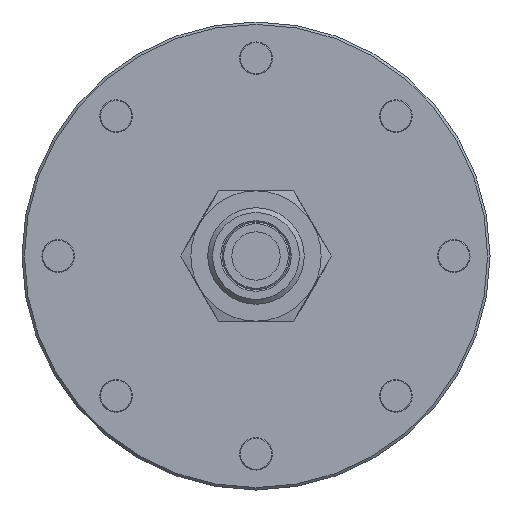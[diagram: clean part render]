
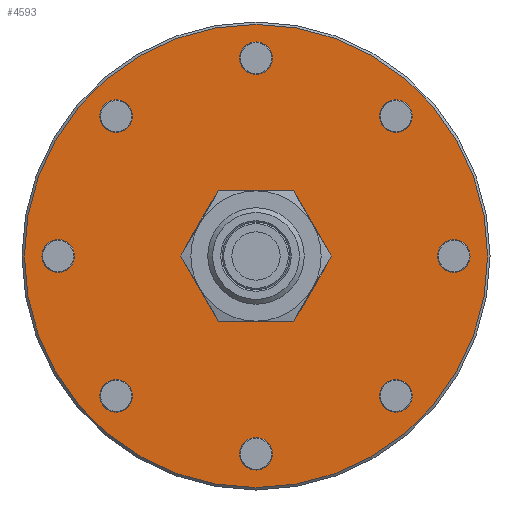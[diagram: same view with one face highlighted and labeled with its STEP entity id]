
A CAD part, left-side view. The second image highlights one B-rep face of the part: STEP entity #4593.
In plain terms, the highlighted planar face has unit normal (-1, 0, 0).
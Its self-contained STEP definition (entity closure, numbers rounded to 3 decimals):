
#198=FACE_BOUND('',#833,.T.);
#199=FACE_BOUND('',#834,.T.);
#200=FACE_BOUND('',#835,.T.);
#201=FACE_BOUND('',#836,.T.);
#202=FACE_BOUND('',#837,.T.);
#203=FACE_BOUND('',#838,.T.);
#204=FACE_BOUND('',#839,.T.);
#205=FACE_BOUND('',#840,.T.);
#206=FACE_BOUND('',#841,.T.);
#269=PLANE('',#4999);
#530=FACE_OUTER_BOUND('',#832,.T.);
#832=EDGE_LOOP('',(#3515));
#833=EDGE_LOOP('',(#3516,#3517,#3518,#3519,#3520,#3521));
#834=EDGE_LOOP('',(#3522,#3523));
#835=EDGE_LOOP('',(#3524,#3525));
#836=EDGE_LOOP('',(#3526,#3527));
#837=EDGE_LOOP('',(#3528,#3529));
#838=EDGE_LOOP('',(#3530,#3531));
#839=EDGE_LOOP('',(#3532,#3533));
#840=EDGE_LOOP('',(#3534,#3535));
#841=EDGE_LOOP('',(#3536,#3537));
#1158=LINE('',#7346,#1453);
#1161=LINE('',#7351,#1456);
#1163=LINE('',#7355,#1458);
#1167=LINE('',#7397,#1462);
#1168=LINE('',#7399,#1463);
#1169=LINE('',#7400,#1464);
#1453=VECTOR('',#5841,10.);
#1456=VECTOR('',#5846,10.);
#1458=VECTOR('',#5850,10.);
#1462=VECTOR('',#5896,10.);
#1463=VECTOR('',#5897,10.);
#1464=VECTOR('',#5898,10.);
#1738=CIRCLE('',#4998,48.);
#1739=CIRCLE('',#5000,3.375);
#1740=CIRCLE('',#5001,3.375);
#1741=CIRCLE('',#5002,3.375);
#1742=CIRCLE('',#5003,3.375);
#1743=CIRCLE('',#5004,3.375);
#1744=CIRCLE('',#5005,3.375);
#1745=CIRCLE('',#5006,3.375);
#1746=CIRCLE('',#5007,3.375);
#1747=CIRCLE('',#5008,3.375);
#1748=CIRCLE('',#5009,3.375);
#1749=CIRCLE('',#5010,3.375);
#1750=CIRCLE('',#5011,3.375);
#1751=CIRCLE('',#5012,3.375);
#1752=CIRCLE('',#5013,3.375);
#1753=CIRCLE('',#5014,3.375);
#1754=CIRCLE('',#5015,3.375);
#2074=VERTEX_POINT('',#7343);
#2075=VERTEX_POINT('',#7345);
#2076=VERTEX_POINT('',#7349);
#2077=VERTEX_POINT('',#7353);
#2093=VERTEX_POINT('',#7392);
#2094=VERTEX_POINT('',#7396);
#2095=VERTEX_POINT('',#7398);
#2096=VERTEX_POINT('',#7401);
#2097=VERTEX_POINT('',#7402);
#2098=VERTEX_POINT('',#7405);
#2099=VERTEX_POINT('',#7406);
#2100=VERTEX_POINT('',#7409);
#2101=VERTEX_POINT('',#7410);
#2102=VERTEX_POINT('',#7413);
#2103=VERTEX_POINT('',#7414);
#2104=VERTEX_POINT('',#7417);
#2105=VERTEX_POINT('',#7418);
#2106=VERTEX_POINT('',#7421);
#2107=VERTEX_POINT('',#7422);
#2108=VERTEX_POINT('',#7425);
#2109=VERTEX_POINT('',#7426);
#2110=VERTEX_POINT('',#7429);
#2111=VERTEX_POINT('',#7430);
#2622=EDGE_CURVE('',#2075,#2074,#1158,.T.);
#2625=EDGE_CURVE('',#2074,#2076,#1161,.T.);
#2627=EDGE_CURVE('',#2076,#2077,#1163,.T.);
#2645=EDGE_CURVE('',#2093,#2093,#1738,.T.);
#2647=EDGE_CURVE('',#2077,#2094,#1167,.T.);
#2648=EDGE_CURVE('',#2094,#2095,#1168,.T.);
#2649=EDGE_CURVE('',#2095,#2075,#1169,.T.);
#2650=EDGE_CURVE('',#2096,#2097,#1739,.T.);
#2651=EDGE_CURVE('',#2097,#2096,#1740,.T.);
#2652=EDGE_CURVE('',#2098,#2099,#1741,.T.);
#2653=EDGE_CURVE('',#2099,#2098,#1742,.T.);
#2654=EDGE_CURVE('',#2100,#2101,#1743,.T.);
#2655=EDGE_CURVE('',#2101,#2100,#1744,.T.);
#2656=EDGE_CURVE('',#2102,#2103,#1745,.T.);
#2657=EDGE_CURVE('',#2103,#2102,#1746,.T.);
#2658=EDGE_CURVE('',#2104,#2105,#1747,.T.);
#2659=EDGE_CURVE('',#2105,#2104,#1748,.T.);
#2660=EDGE_CURVE('',#2106,#2107,#1749,.T.);
#2661=EDGE_CURVE('',#2107,#2106,#1750,.T.);
#2662=EDGE_CURVE('',#2108,#2109,#1751,.T.);
#2663=EDGE_CURVE('',#2109,#2108,#1752,.T.);
#2664=EDGE_CURVE('',#2110,#2111,#1753,.T.);
#2665=EDGE_CURVE('',#2111,#2110,#1754,.T.);
#3515=ORIENTED_EDGE('',*,*,#2645,.F.);
#3516=ORIENTED_EDGE('',*,*,#2647,.T.);
#3517=ORIENTED_EDGE('',*,*,#2648,.T.);
#3518=ORIENTED_EDGE('',*,*,#2649,.T.);
#3519=ORIENTED_EDGE('',*,*,#2622,.T.);
#3520=ORIENTED_EDGE('',*,*,#2625,.T.);
#3521=ORIENTED_EDGE('',*,*,#2627,.T.);
#3522=ORIENTED_EDGE('',*,*,#2650,.T.);
#3523=ORIENTED_EDGE('',*,*,#2651,.T.);
#3524=ORIENTED_EDGE('',*,*,#2652,.T.);
#3525=ORIENTED_EDGE('',*,*,#2653,.T.);
#3526=ORIENTED_EDGE('',*,*,#2654,.T.);
#3527=ORIENTED_EDGE('',*,*,#2655,.T.);
#3528=ORIENTED_EDGE('',*,*,#2656,.T.);
#3529=ORIENTED_EDGE('',*,*,#2657,.T.);
#3530=ORIENTED_EDGE('',*,*,#2658,.T.);
#3531=ORIENTED_EDGE('',*,*,#2659,.T.);
#3532=ORIENTED_EDGE('',*,*,#2660,.T.);
#3533=ORIENTED_EDGE('',*,*,#2661,.T.);
#3534=ORIENTED_EDGE('',*,*,#2662,.T.);
#3535=ORIENTED_EDGE('',*,*,#2663,.T.);
#3536=ORIENTED_EDGE('',*,*,#2664,.T.);
#3537=ORIENTED_EDGE('',*,*,#2665,.T.);
#4593=ADVANCED_FACE('',(#530,#198,#199,#200,#201,#202,#203,#204,#205,#206),
#269,.T.);
#4998=AXIS2_PLACEMENT_3D('',#7393,#5891,#5892);
#4999=AXIS2_PLACEMENT_3D('',#7395,#5894,#5895);
#5000=AXIS2_PLACEMENT_3D('',#7403,#5899,#5900);
#5001=AXIS2_PLACEMENT_3D('',#7404,#5901,#5902);
#5002=AXIS2_PLACEMENT_3D('',#7407,#5903,#5904);
#5003=AXIS2_PLACEMENT_3D('',#7408,#5905,#5906);
#5004=AXIS2_PLACEMENT_3D('',#7411,#5907,#5908);
#5005=AXIS2_PLACEMENT_3D('',#7412,#5909,#5910);
#5006=AXIS2_PLACEMENT_3D('',#7415,#5911,#5912);
#5007=AXIS2_PLACEMENT_3D('',#7416,#5913,#5914);
#5008=AXIS2_PLACEMENT_3D('',#7419,#5915,#5916);
#5009=AXIS2_PLACEMENT_3D('',#7420,#5917,#5918);
#5010=AXIS2_PLACEMENT_3D('',#7423,#5919,#5920);
#5011=AXIS2_PLACEMENT_3D('',#7424,#5921,#5922);
#5012=AXIS2_PLACEMENT_3D('',#7427,#5923,#5924);
#5013=AXIS2_PLACEMENT_3D('',#7428,#5925,#5926);
#5014=AXIS2_PLACEMENT_3D('',#7431,#5927,#5928);
#5015=AXIS2_PLACEMENT_3D('',#7432,#5929,#5930);
#5841=DIRECTION('',(0.,0.5,0.866));
#5846=DIRECTION('',(0.,-0.5,0.866));
#5850=DIRECTION('',(0.,-1.,0.));
#5891=DIRECTION('center_axis',(1.,0.,0.));
#5892=DIRECTION('ref_axis',(0.,-1.,0.));
#5894=DIRECTION('center_axis',(-1.,0.,0.));
#5895=DIRECTION('ref_axis',(0.,0.,1.));
#5896=DIRECTION('',(0.,-0.5,-0.866));
#5897=DIRECTION('',(0.,0.5,-0.866));
#5898=DIRECTION('',(0.,1.,0.));
#5899=DIRECTION('center_axis',(1.,0.,0.));
#5900=DIRECTION('ref_axis',(0.,0.,1.));
#5901=DIRECTION('center_axis',(1.,0.,0.));
#5902=DIRECTION('ref_axis',(0.,0.,1.));
#5903=DIRECTION('center_axis',(1.,0.,0.));
#5904=DIRECTION('ref_axis',(0.,0.707,0.707));
#5905=DIRECTION('center_axis',(1.,0.,0.));
#5906=DIRECTION('ref_axis',(0.,0.707,0.707));
#5907=DIRECTION('center_axis',(1.,0.,0.));
#5908=DIRECTION('ref_axis',(0.,1.,0.));
#5909=DIRECTION('center_axis',(1.,0.,0.));
#5910=DIRECTION('ref_axis',(0.,1.,0.));
#5911=DIRECTION('center_axis',(1.,0.,0.));
#5912=DIRECTION('ref_axis',(0.,0.707,-0.707));
#5913=DIRECTION('center_axis',(1.,0.,0.));
#5914=DIRECTION('ref_axis',(0.,0.707,-0.707));
#5915=DIRECTION('center_axis',(1.,0.,0.));
#5916=DIRECTION('ref_axis',(0.,0.,-1.));
#5917=DIRECTION('center_axis',(1.,0.,0.));
#5918=DIRECTION('ref_axis',(0.,0.,-1.));
#5919=DIRECTION('center_axis',(1.,0.,0.));
#5920=DIRECTION('ref_axis',(0.,-0.707,-0.707));
#5921=DIRECTION('center_axis',(1.,0.,0.));
#5922=DIRECTION('ref_axis',(0.,-0.707,-0.707));
#5923=DIRECTION('center_axis',(1.,0.,0.));
#5924=DIRECTION('ref_axis',(0.,-1.,0.));
#5925=DIRECTION('center_axis',(1.,0.,0.));
#5926=DIRECTION('ref_axis',(0.,-1.,0.));
#5927=DIRECTION('center_axis',(1.,0.,0.));
#5928=DIRECTION('ref_axis',(0.,-0.707,0.707));
#5929=DIRECTION('center_axis',(1.,0.,0.));
#5930=DIRECTION('ref_axis',(0.,-0.707,0.707));
#7343=CARTESIAN_POINT('',(-13.,15.588,0.));
#7345=CARTESIAN_POINT('',(-13.,7.794,-13.5));
#7346=CARTESIAN_POINT('',(-13.,13.64,-3.375));
#7349=CARTESIAN_POINT('',(-13.,7.794,13.5));
#7351=CARTESIAN_POINT('',(-13.,9.743,10.125));
#7353=CARTESIAN_POINT('',(-13.,-7.794,13.5));
#7355=CARTESIAN_POINT('',(-13.,-3.897,13.5));
#7392=CARTESIAN_POINT('',(-13.,48.,0.));
#7393=CARTESIAN_POINT('Origin',(-13.,0.,0.));
#7395=CARTESIAN_POINT('Origin',(-13.,0.,0.));
#7396=CARTESIAN_POINT('',(-13.,-15.588,0.));
#7397=CARTESIAN_POINT('',(-13.,-13.64,3.375));
#7398=CARTESIAN_POINT('',(-13.,-7.794,-13.5));
#7399=CARTESIAN_POINT('',(-13.,-9.743,-10.125));
#7400=CARTESIAN_POINT('',(-13.,3.897,-13.5));
#7401=CARTESIAN_POINT('',(-13.,41.,3.375));
#7402=CARTESIAN_POINT('',(-13.,41.,-3.375));
#7403=CARTESIAN_POINT('Origin',(-13.,41.,0.));
#7404=CARTESIAN_POINT('Origin',(-13.,41.,0.));
#7405=CARTESIAN_POINT('',(-13.,31.378,-26.605));
#7406=CARTESIAN_POINT('',(-13.,26.605,-31.378));
#7407=CARTESIAN_POINT('Origin',(-13.,28.991,-28.991));
#7408=CARTESIAN_POINT('Origin',(-13.,28.991,-28.991));
#7409=CARTESIAN_POINT('',(-13.,3.375,-41.));
#7410=CARTESIAN_POINT('',(-13.,-3.375,-41.));
#7411=CARTESIAN_POINT('Origin',(-13.,0.,-41.));
#7412=CARTESIAN_POINT('Origin',(-13.,0.,-41.));
#7413=CARTESIAN_POINT('',(-13.,-26.605,-31.378));
#7414=CARTESIAN_POINT('',(-13.,-31.378,-26.605));
#7415=CARTESIAN_POINT('Origin',(-13.,-28.991,-28.991));
#7416=CARTESIAN_POINT('Origin',(-13.,-28.991,-28.991));
#7417=CARTESIAN_POINT('',(-13.,-41.,-3.375));
#7418=CARTESIAN_POINT('',(-13.,-41.,3.375));
#7419=CARTESIAN_POINT('Origin',(-13.,-41.,0.));
#7420=CARTESIAN_POINT('Origin',(-13.,-41.,0.));
#7421=CARTESIAN_POINT('',(-13.,-31.378,26.605));
#7422=CARTESIAN_POINT('',(-13.,-26.605,31.378));
#7423=CARTESIAN_POINT('Origin',(-13.,-28.991,28.991));
#7424=CARTESIAN_POINT('Origin',(-13.,-28.991,28.991));
#7425=CARTESIAN_POINT('',(-13.,-3.375,41.));
#7426=CARTESIAN_POINT('',(-13.,3.375,41.));
#7427=CARTESIAN_POINT('Origin',(-13.,0.,41.));
#7428=CARTESIAN_POINT('Origin',(-13.,0.,41.));
#7429=CARTESIAN_POINT('',(-13.,26.605,31.378));
#7430=CARTESIAN_POINT('',(-13.,31.378,26.605));
#7431=CARTESIAN_POINT('Origin',(-13.,28.991,28.991));
#7432=CARTESIAN_POINT('Origin',(-13.,28.991,28.991));
